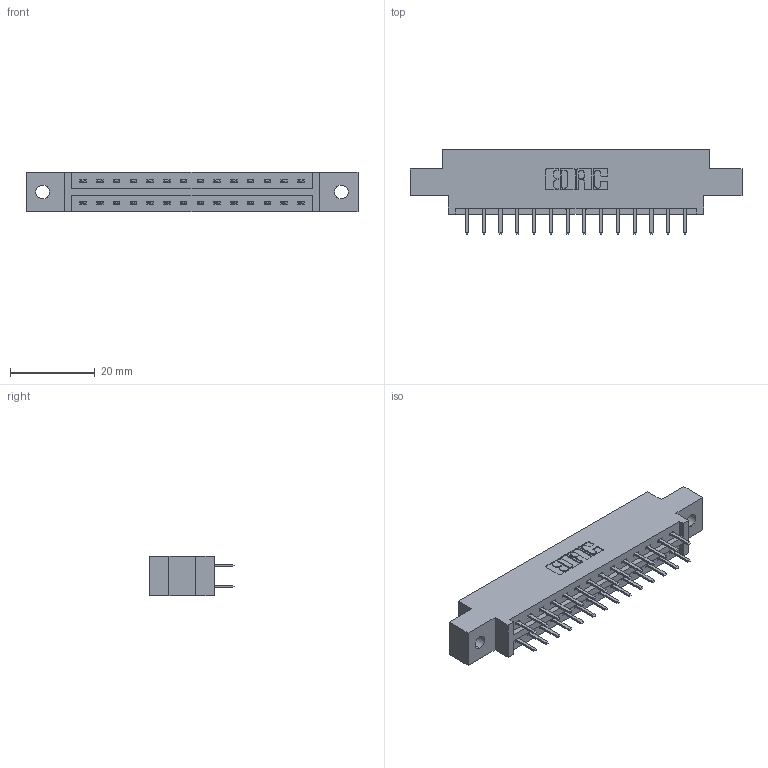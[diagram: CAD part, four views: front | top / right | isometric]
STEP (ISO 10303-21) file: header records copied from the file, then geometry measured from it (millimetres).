
FILE_DESCRIPTION (( 'STEP AP203' ), '1' );
FILE_NAME ('337-028-520-802.STEP', '2018-08-06T09:15:43', ( '' ), ( '' ), 'SwSTEP 2.0', 'SolidWorks 2016', '' );
FILE_SCHEMA (( 'CONFIG_CONTROL_DESIGN' ));
Length unit declared in the file: inch
Products named in the file (3): 337 Part_0.170 Offset - 0.128 Dia; 345-292-001_345-293-120; 337-028-520-802
Assembly tree (29 placements, depth 2):
  337-028-520-802
    337 Part_0.170 Offset - 0.128 Dia
    345-292-001_345-293-120  x28
Bounding box: 78.49 x 20.02 x 9.4 mm (x, y, z)
Volume: 7732.3 mm3; surface area: 8269.4 mm2
Topology: 29 solids, 29 shells, 1742 faces, 5055 edges, 3294 vertices
Faces by surface type: plane 1194, cylinder 548
Entity records: 14725 total; most frequent: CARTESIAN_POINT 2518, ORIENTED_EDGE 2442, DIRECTION 2181, EDGE_CURVE 1221, VECTOR 1089, LINE 1089, VERTEX_POINT 810, AXIS2_PLACEMENT_3D 546
